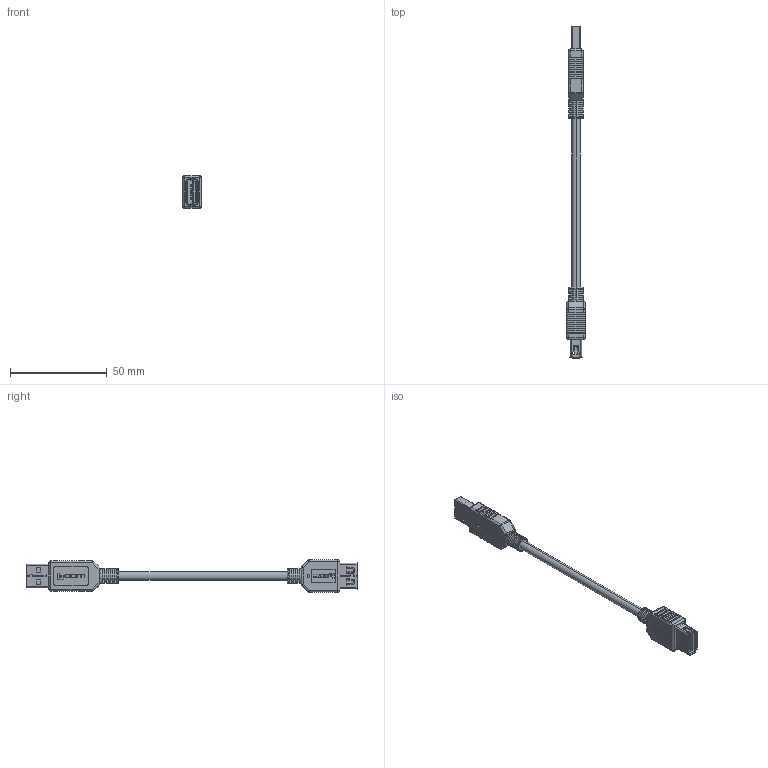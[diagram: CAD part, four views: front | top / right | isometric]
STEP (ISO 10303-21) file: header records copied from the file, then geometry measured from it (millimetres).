
FILE_DESCRIPTION (( 'STEP AP214' ), '1' );
FILE_NAME ('CSMUAX_3D.STEP', '2021-02-09T19:43:38', ( '' ), ( '' ), 'SwSTEP 2.0', 'SolidWorks 2018', '' );
FILE_SCHEMA (( 'AUTOMOTIVE_DESIGN' ));
Length unit declared in the file: inch
Products named in the file (14): 1AA05-008___; 1AA05-003-MA5; MTN-151_NO CABLE; CSMUAX-MA1; 3AB06-025_NO CABLE; 3AB06-027_New L-com GC logo; 1AA05-003_CRIMPED; 1AA05-003-MA4; MTN-158_New L-com Logo; MTN-184; CSMUAX_3D; 1AA05-003-MA3; 1AA05-003-MA2_CRIMPED; 1AA05-003-MA1
Assembly tree (16 placements, depth 4):
  CSMUAX_3D
    CSMUAX-MA1
    3AB06-025_NO CABLE
      1AA05-003_CRIMPED
        1AA05-003-MA1
        1AA05-003-MA2_CRIMPED
        1AA05-003-MA3
        1AA05-003-MA4  x4
        1AA05-003-MA5
      MTN-151_NO CABLE
    3AB06-027_New L-com GC logo
      MTN-184
      1AA05-008___
      MTN-158_New L-com Logo
Bounding box: 9.5 x 171.8 x 17 mm (x, y, z)
Volume: 10530.4 mm3; surface area: 10886.4 mm2
Topology: 14 solids, 14 shells, 1407 faces, 3852 edges, 2467 vertices
Faces by surface type: plane 894, cylinder 381, bspline 64, sphere 42, torus 24, cone 2
Entity records: 44727 total; most frequent: CARTESIAN_POINT 9526, ORIENTED_EDGE 7424, DIRECTION 6962, EDGE_CURVE 3712, VECTOR 2612, LINE 2612, VERTEX_POINT 2407, AXIS2_PLACEMENT_3D 2175
